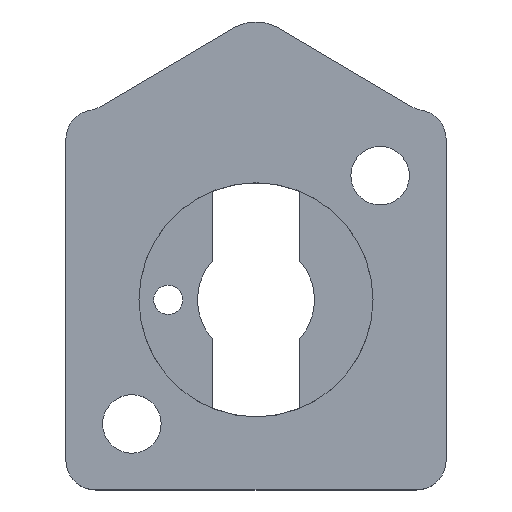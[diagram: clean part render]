
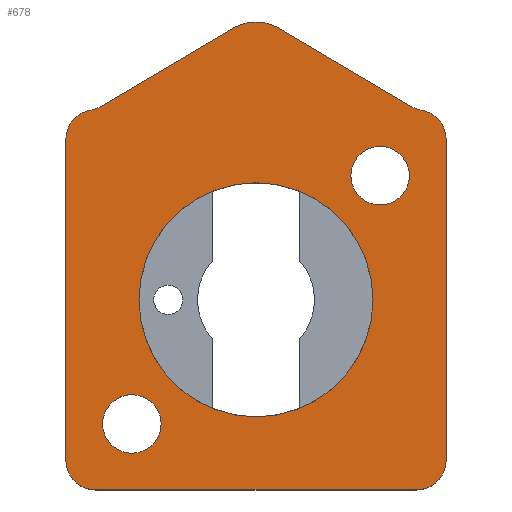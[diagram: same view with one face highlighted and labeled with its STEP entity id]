
A CAD part, top view. The second image highlights one B-rep face of the part: STEP entity #678.
In plain terms, the highlighted planar face has unit normal (0, 0, 1).
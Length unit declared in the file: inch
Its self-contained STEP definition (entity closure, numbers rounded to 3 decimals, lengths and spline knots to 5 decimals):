
#21=FACE_BOUND('',#118,.T.);
#22=FACE_BOUND('',#119,.T.);
#23=FACE_BOUND('',#120,.T.);
#41=PLANE('',#765);
#76=FACE_OUTER_BOUND('',#117,.T.);
#117=EDGE_LOOP('',(#612,#613,#614,#615,#616,#617,#618,#619,#620,#621,#622,
#623));
#118=EDGE_LOOP('',(#624));
#119=EDGE_LOOP('',(#625));
#120=EDGE_LOOP('',(#626));
#157=LINE('',#1097,#215);
#163=LINE('',#1117,#221);
#167=LINE('',#1129,#225);
#171=LINE('',#1141,#229);
#176=LINE('',#1159,#234);
#215=VECTOR('',#896,0.3937);
#221=VECTOR('',#916,0.3937);
#225=VECTOR('',#928,0.3937);
#229=VECTOR('',#940,0.3937);
#234=VECTOR('',#959,0.3937);
#238=CIRCLE('',#695,0.125);
#240=CIRCLE('',#698,0.125);
#250=CIRCLE('',#718,0.5);
#261=CIRCLE('',#740,0.127);
#263=CIRCLE('',#743,0.127);
#265=CIRCLE('',#747,0.127);
#267=CIRCLE('',#751,0.127);
#269=CIRCLE('',#755,0.127);
#271=CIRCLE('',#758,0.127);
#273=CIRCLE('',#762,0.1875);
#276=VERTEX_POINT('',#976);
#278=VERTEX_POINT('',#982);
#298=VERTEX_POINT('',#1040);
#315=VERTEX_POINT('',#1095);
#316=VERTEX_POINT('',#1096);
#319=VERTEX_POINT('',#1104);
#321=VERTEX_POINT('',#1110);
#323=VERTEX_POINT('',#1116);
#325=VERTEX_POINT('',#1122);
#327=VERTEX_POINT('',#1128);
#329=VERTEX_POINT('',#1134);
#331=VERTEX_POINT('',#1140);
#333=VERTEX_POINT('',#1146);
#335=VERTEX_POINT('',#1152);
#337=VERTEX_POINT('',#1158);
#341=EDGE_CURVE('',#276,#276,#238,.T.);
#344=EDGE_CURVE('',#278,#278,#240,.T.);
#372=EDGE_CURVE('',#298,#298,#250,.T.);
#399=EDGE_CURVE('',#315,#316,#157,.T.);
#403=EDGE_CURVE('',#316,#319,#261,.T.);
#406=EDGE_CURVE('',#319,#321,#263,.T.);
#409=EDGE_CURVE('',#321,#323,#163,.T.);
#412=EDGE_CURVE('',#323,#325,#265,.T.);
#415=EDGE_CURVE('',#325,#327,#167,.T.);
#418=EDGE_CURVE('',#327,#329,#267,.T.);
#421=EDGE_CURVE('',#329,#331,#171,.T.);
#424=EDGE_CURVE('',#331,#333,#269,.T.);
#427=EDGE_CURVE('',#333,#335,#271,.T.);
#430=EDGE_CURVE('',#335,#337,#176,.T.);
#433=EDGE_CURVE('',#337,#315,#273,.T.);
#612=ORIENTED_EDGE('',*,*,#418,.F.);
#613=ORIENTED_EDGE('',*,*,#415,.F.);
#614=ORIENTED_EDGE('',*,*,#412,.F.);
#615=ORIENTED_EDGE('',*,*,#409,.F.);
#616=ORIENTED_EDGE('',*,*,#406,.F.);
#617=ORIENTED_EDGE('',*,*,#403,.F.);
#618=ORIENTED_EDGE('',*,*,#399,.F.);
#619=ORIENTED_EDGE('',*,*,#433,.F.);
#620=ORIENTED_EDGE('',*,*,#430,.F.);
#621=ORIENTED_EDGE('',*,*,#427,.F.);
#622=ORIENTED_EDGE('',*,*,#424,.F.);
#623=ORIENTED_EDGE('',*,*,#421,.F.);
#624=ORIENTED_EDGE('',*,*,#341,.T.);
#625=ORIENTED_EDGE('',*,*,#344,.T.);
#626=ORIENTED_EDGE('',*,*,#372,.T.);
#678=ADVANCED_FACE('',(#76,#21,#22,#23),#41,.T.);
#695=AXIS2_PLACEMENT_3D('',#978,#773,#774);
#698=AXIS2_PLACEMENT_3D('',#984,#780,#781);
#718=AXIS2_PLACEMENT_3D('',#1042,#838,#839);
#740=AXIS2_PLACEMENT_3D('',#1105,#902,#903);
#743=AXIS2_PLACEMENT_3D('',#1111,#909,#910);
#747=AXIS2_PLACEMENT_3D('',#1123,#921,#922);
#751=AXIS2_PLACEMENT_3D('',#1135,#933,#934);
#755=AXIS2_PLACEMENT_3D('',#1147,#945,#946);
#758=AXIS2_PLACEMENT_3D('',#1153,#952,#953);
#762=AXIS2_PLACEMENT_3D('',#1164,#964,#965);
#765=AXIS2_PLACEMENT_3D('',#1167,#970,#971);
#773=DIRECTION('center_axis',(0.,0.,
-1.));
#774=DIRECTION('ref_axis',(1.,0.,0.));
#780=DIRECTION('center_axis',(0.,0.,
-1.));
#781=DIRECTION('ref_axis',(1.,0.,0.));
#838=DIRECTION('center_axis',(0.,0.,
-1.));
#839=DIRECTION('ref_axis',(-1.,0.,0.));
#896=DIRECTION('',(0.861,-0.509,0.));
#902=DIRECTION('center_axis',(0.,0.,
1.));
#903=DIRECTION('ref_axis',(-0.509,-0.861,0.));
#909=DIRECTION('center_axis',(0.,0.,
-1.));
#910=DIRECTION('ref_axis',(1.,0.,0.));
#916=DIRECTION('',(0.,-1.,0.));
#921=DIRECTION('center_axis',(0.,0.,
-1.));
#922=DIRECTION('ref_axis',(0.,-1.,0.));
#928=DIRECTION('',(-1.,0.,0.));
#933=DIRECTION('center_axis',(0.,0.,
-1.));
#934=DIRECTION('ref_axis',(-1.,0.,0.));
#940=DIRECTION('',(0.,1.,0.));
#945=DIRECTION('center_axis',(0.,0.,
-1.));
#946=DIRECTION('ref_axis',(-0.158,0.987,0.));
#952=DIRECTION('center_axis',(0.,0.,
1.));
#953=DIRECTION('ref_axis',(0.158,-0.987,0.));
#959=DIRECTION('',(0.861,0.509,0.));
#964=DIRECTION('center_axis',(0.,0.,
-1.));
#965=DIRECTION('ref_axis',(0.509,0.861,0.));
#970=DIRECTION('center_axis',(0.,0.,
1.));
#971=DIRECTION('ref_axis',(1.,0.,0.));
#976=CARTESIAN_POINT('',(1.93958,-2.96058,-0.07261));
#978=CARTESIAN_POINT('Origin',(2.06458,-2.96058,-0.07261));
#982=CARTESIAN_POINT('',(0.87892,-4.02124,-0.07261));
#984=CARTESIAN_POINT('Origin',(1.00392,-4.02124,-0.07261));
#1040=CARTESIAN_POINT('',(2.03425,-3.49091,-0.07261));
#1042=CARTESIAN_POINT('Origin',(1.53425,-3.49091,-0.07261));
#1095=CARTESIAN_POINT('',(1.62968,-2.32952,-0.07261));
#1096=CARTESIAN_POINT('',(2.19525,-2.66392,-0.07261));
#1097=CARTESIAN_POINT('',(2.09045,-2.60196,-0.07261));
#1104=CARTESIAN_POINT('',(2.23982,-2.68001,-0.07261));
#1105=CARTESIAN_POINT('Origin',(2.25989,-2.55461,-0.07261));
#1110=CARTESIAN_POINT('',(2.34675,-2.80541,-0.07261));
#1111=CARTESIAN_POINT('Origin',(2.21975,-2.80541,-0.07261));
#1116=CARTESIAN_POINT('',(2.34675,-4.17641,-0.07261));
#1117=CARTESIAN_POINT('',(2.34675,-3.73991,-0.07261));
#1122=CARTESIAN_POINT('',(2.21975,-4.30341,-0.07261));
#1123=CARTESIAN_POINT('Origin',(2.21975,-4.17641,-0.07261));
#1128=CARTESIAN_POINT('',(0.84875,-4.30341,-0.07261));
#1129=CARTESIAN_POINT('',(1.1915,-4.30341,-0.07261));
#1134=CARTESIAN_POINT('',(0.72175,-4.17641,-0.07261));
#1135=CARTESIAN_POINT('Origin',(0.84875,-4.17641,-0.07261));
#1140=CARTESIAN_POINT('',(0.72175,-2.80541,-0.07261));
#1141=CARTESIAN_POINT('',(0.72175,-3.05441,-0.07261));
#1146=CARTESIAN_POINT('',(0.82869,-2.68001,-0.07261));
#1147=CARTESIAN_POINT('Origin',(0.84875,-2.80541,-0.07261));
#1152=CARTESIAN_POINT('',(0.87326,-2.66392,-0.07261));
#1153=CARTESIAN_POINT('Origin',(0.80862,-2.55461,-0.07261));
#1158=CARTESIAN_POINT('',(1.43882,-2.32952,-0.07261));
#1159=CARTESIAN_POINT('',(1.26084,-2.43476,-0.07261));
#1164=CARTESIAN_POINT('Origin',(1.53425,-2.49091,-0.07261));
#1167=CARTESIAN_POINT('Origin',(1.53425,-3.30341,-0.07261));
